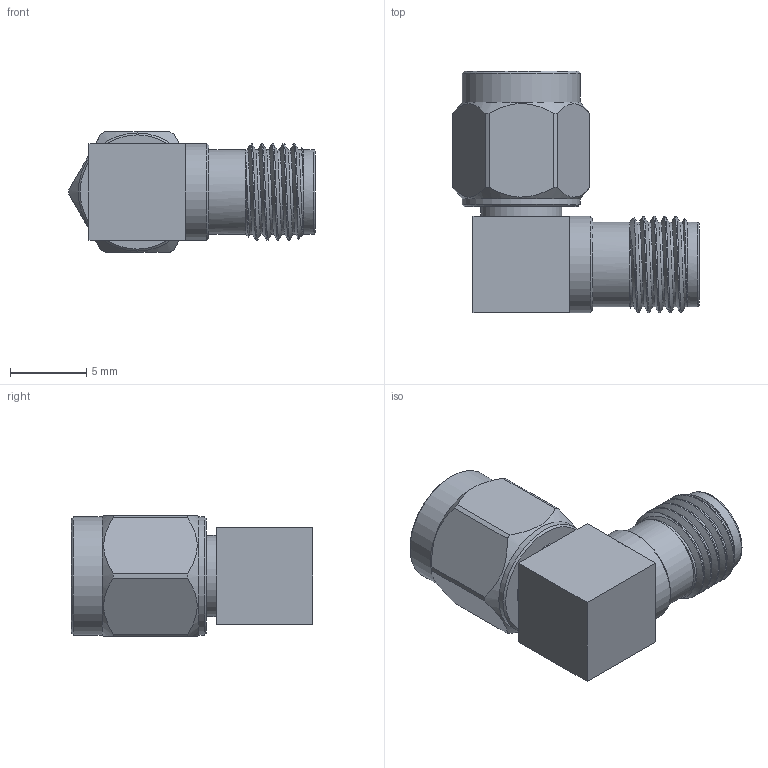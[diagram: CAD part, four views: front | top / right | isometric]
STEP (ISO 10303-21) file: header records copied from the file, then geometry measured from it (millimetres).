
FILE_DESCRIPTION (( 'STEP AP203' ), '1' );
FILE_NAME ('SM5267.step', '2020-01-15T22:26:03', ( '' ), ( '' ), 'SwSTEP 2.0', 'SolidWorks 2018', '' );
FILE_SCHEMA (( 'CONFIG_CONTROL_DESIGN' ));
Length unit declared in the file: inch
Products named in the file (1): SM5267
Bounding box: 16.18 x 15.88 x 7.94 mm (x, y, z)
Volume: 821.8 mm3; surface area: 951.2 mm2
Topology: 1 solids, 1 shells, 70 faces, 173 edges, 115 vertices
Faces by surface type: plane 26, cylinder 26, cone 10, bspline 7, torus 1
Full cylindrical faces by diameter (mm): 0.94 x2, 1.194 x2, 4.445 x1, 4.572 x1, 5.334 x1, 5.582 x2, 6.35 x7, 7.762 x2
Entity records: 5029 total; most frequent: CARTESIAN_POINT 3616, ORIENTED_EDGE 278, DIRECTION 240, EDGE_CURVE 139, VERTEX_POINT 109, AXIS2_PLACEMENT_3D 106, EDGE_LOOP 96, FACE_OUTER_BOUND 79
